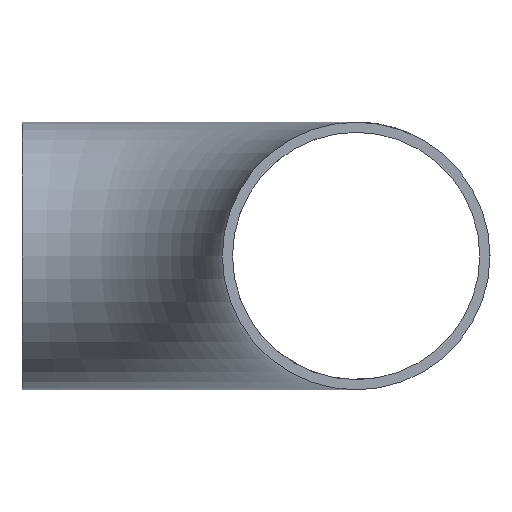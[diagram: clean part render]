
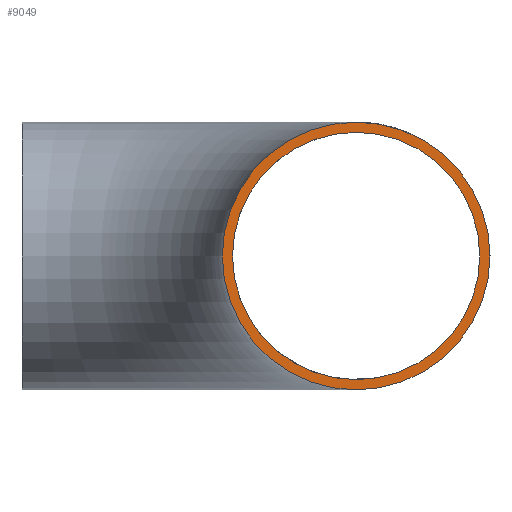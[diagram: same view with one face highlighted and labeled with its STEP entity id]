
A CAD part, left-side view. The second image highlights one B-rep face of the part: STEP entity #9049.
In plain terms, the highlighted planar face has unit normal (-1, 0, 0).
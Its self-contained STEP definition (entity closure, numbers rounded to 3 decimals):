
#39 = AXIS2_PLACEMENT_3D ( 'NONE', #6451, #14341, #19428 ) ;
#963 = VERTEX_POINT ( 'NONE', #2567 ) ;
#1100 = AXIS2_PLACEMENT_3D ( 'NONE', #2289, #2492, #2390 ) ;
#1180 = CARTESIAN_POINT ( 'NONE',  ( 0., 0., 38.05 ) ) ;
#1368 = FACE_BOUND ( 'NONE', #13686, .T. ) ;
#1388 = EDGE_CURVE ( 'NONE', #963, #3348, #17686, .T. ) ;
#2289 = CARTESIAN_POINT ( 'NONE',  ( 0., 0., 0. ) ) ;
#2390 = DIRECTION ( 'NONE',  ( 0., 0., -1. ) ) ;
#2473 = DIRECTION ( 'NONE',  ( 0., 0., -1. ) ) ;
#2492 = DIRECTION ( 'NONE',  ( 1., 0., 0. ) ) ;
#2567 = CARTESIAN_POINT ( 'NONE',  ( 0., 0., 35.15 ) ) ;
#2898 = CARTESIAN_POINT ( 'NONE',  ( 0., 0., -38.05 ) ) ;
#3348 = VERTEX_POINT ( 'NONE', #15514 ) ;
#3505 = EDGE_CURVE ( 'NONE', #3697, #20805, #3568, .T. ) ;
#3550 = AXIS2_PLACEMENT_3D ( 'NONE', #4136, #10932, #18950 ) ;
#3568 = CIRCLE ( 'NONE', #3550, 38.05 ) ;
#3697 = VERTEX_POINT ( 'NONE', #1180 ) ;
#4136 = CARTESIAN_POINT ( 'NONE',  ( 0., 0., 0. ) ) ;
#6234 = FACE_OUTER_BOUND ( 'NONE', #7438, .T. ) ;
#6451 = CARTESIAN_POINT ( 'NONE',  ( 0., 0., 0. ) ) ;
#6462 = EDGE_CURVE ( 'NONE', #20805, #3697, #19354, .T. ) ;
#7438 = EDGE_LOOP ( 'NONE', ( #19762, #19868 ) ) ;
#7764 = CARTESIAN_POINT ( 'NONE',  ( 0., 0., 0. ) ) ;
#8797 = CIRCLE ( 'NONE', #15355, 35.15 ) ;
#9049 = ADVANCED_FACE ( 'NONE', ( #1368, #6234 ), #14770, .F. ) ;
#9082 = CARTESIAN_POINT ( 'NONE',  ( 0., 0., 0. ) ) ;
#10590 = DIRECTION ( 'NONE',  ( 1., 0., 0. ) ) ;
#10932 = DIRECTION ( 'NONE',  ( 1., 0., 0. ) ) ;
#11397 = EDGE_CURVE ( 'NONE', #3348, #963, #8797, .T. ) ;
#11577 = ORIENTED_EDGE ( 'NONE', *, *, #1388, .T. ) ;
#11752 = AXIS2_PLACEMENT_3D ( 'NONE', #7764, #20435, #19227 ) ;
#13686 = EDGE_LOOP ( 'NONE', ( #11577, #19754 ) ) ;
#14341 = DIRECTION ( 'NONE',  ( 1., 0., 0. ) ) ;
#14770 = PLANE ( 'NONE',  #39 ) ;
#15355 = AXIS2_PLACEMENT_3D ( 'NONE', #9082, #10590, #2473 ) ;
#15514 = CARTESIAN_POINT ( 'NONE',  ( 0., 0., -35.15 ) ) ;
#17686 = CIRCLE ( 'NONE', #1100, 35.15 ) ;
#18950 = DIRECTION ( 'NONE',  ( 0., 0., -1. ) ) ;
#19227 = DIRECTION ( 'NONE',  ( 0., 0., -1. ) ) ;
#19354 = CIRCLE ( 'NONE', #11752, 38.05 ) ;
#19428 = DIRECTION ( 'NONE',  ( 0., 0., -1. ) ) ;
#19754 = ORIENTED_EDGE ( 'NONE', *, *, #11397, .T. ) ;
#19762 = ORIENTED_EDGE ( 'NONE', *, *, #6462, .F. ) ;
#19868 = ORIENTED_EDGE ( 'NONE', *, *, #3505, .F. ) ;
#20435 = DIRECTION ( 'NONE',  ( 1., 0., 0. ) ) ;
#20805 = VERTEX_POINT ( 'NONE', #2898 ) ;
